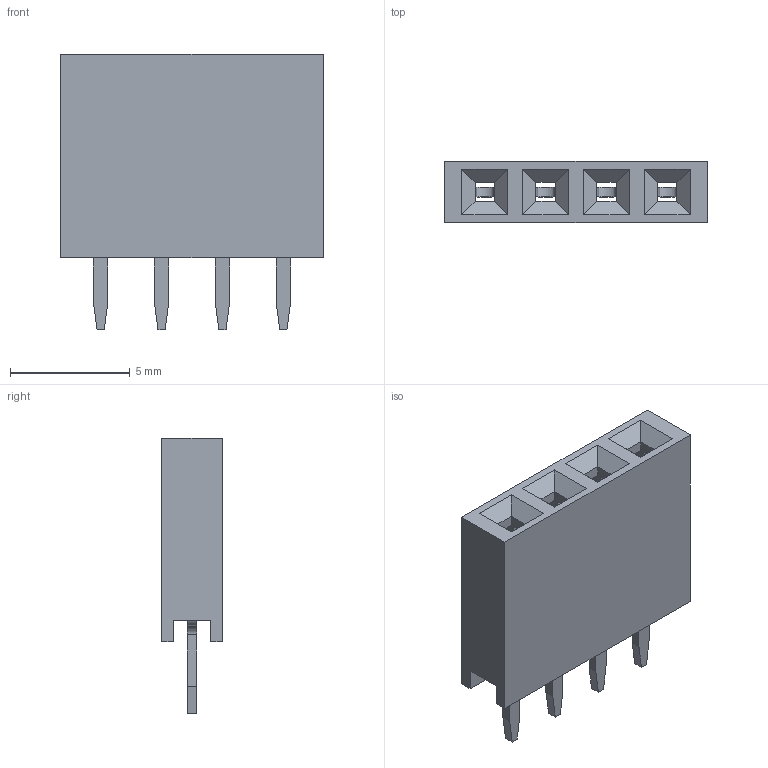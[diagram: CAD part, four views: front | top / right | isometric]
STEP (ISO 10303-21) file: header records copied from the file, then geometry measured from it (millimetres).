
FILE_DESCRIPTION(('STEP AP214'), '1');
FILE_NAME('DS1023-1x5SF11', '2017-07-15T12:29:06', ('Nobody'), (''), 'ASCON STEP Converter 1.3', 'ASCON Math Kernel', '');
FILE_SCHEMA(('AUTOMOTIVE_DESIGN { 1 0 10303 214 3 1 1}'));
Length unit declared in the file: millimetre
Assembly tree (5 placements, depth 2):
  (unnamed)
    (unnamed)
    (unnamed)  x4
Bounding box: 10.96 x 2.54 x 11.5 mm (x, y, z)
Volume: 179.1 mm3; surface area: 622.6 mm2
Topology: 5 solids, 5 shells, 198 faces, 560 edges, 368 vertices
Faces by surface type: plane 154, cylinder 44
Entity records: 4799 total; most frequent: CARTESIAN_POINT 658, ORIENTED_EDGE 652, DIRECTION 588, EDGE_CURVE 326, LINE 304, VECTOR 304, VERTEX_POINT 212, AXIS2_PLACEMENT_3D 142
